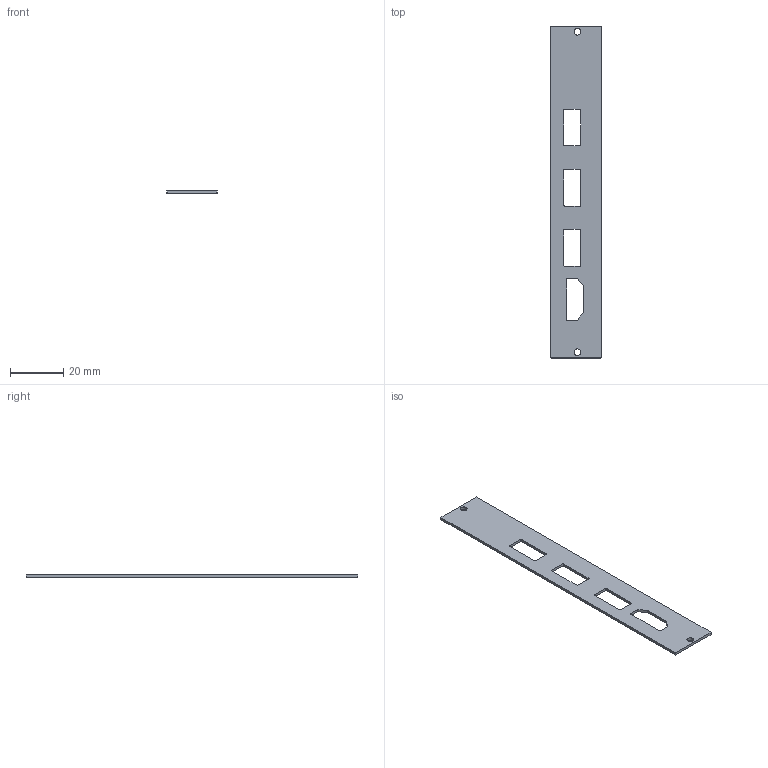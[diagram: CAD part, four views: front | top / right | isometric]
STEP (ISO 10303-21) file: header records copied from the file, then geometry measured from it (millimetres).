
FILE_DESCRIPTION(('FreeCAD Model'),'2;1');
FILE_NAME('Open CASCADE Shape Model','2022-02-01T15:04:11',('Author'),( ''),'Open CASCADE STEP processor 7.5','FreeCAD','Unknown');
FILE_SCHEMA(('AUTOMOTIVE_DESIGN { 1 0 10303 214 1 1 1 1 }'));
Length unit declared in the file: millimetre
Products named in the file (1): Extrude
Bounding box: 18.9 x 124.28 x 1 mm (x, y, z)
Volume: 1987.1 mm3; surface area: 4436.7 mm2
Topology: 1 solids, 1 shells, 44 faces, 126 edges, 84 vertices
Faces by surface type: extrusion 42, plane 2
Entity records: 3028 total; most frequent: CARTESIAN_POINT 867, DIRECTION 258, ORIENTED_EDGE 252, VECTOR 252, PCURVE 252, DEFINITIONAL_REPRESENTATION 252, LINE 210, EDGE_CURVE 126
